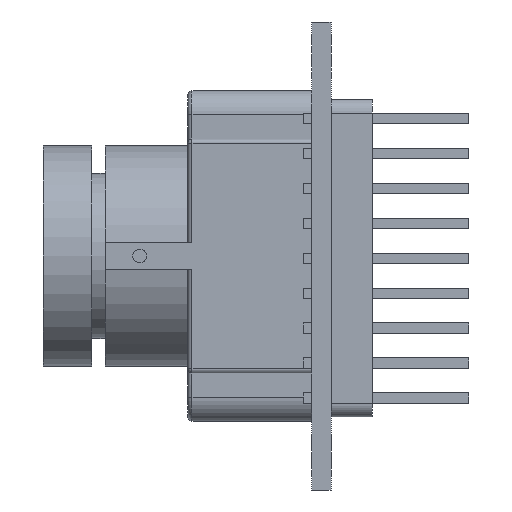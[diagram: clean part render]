
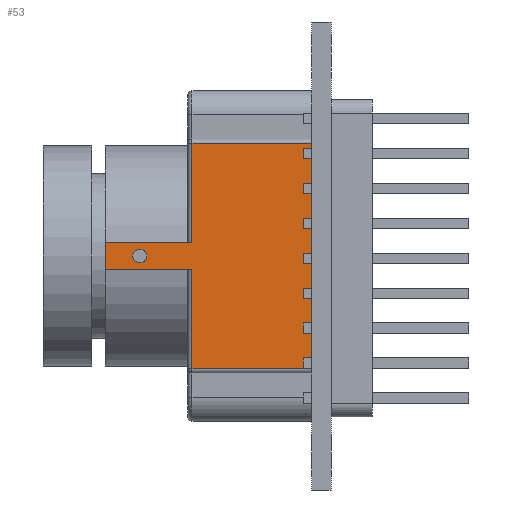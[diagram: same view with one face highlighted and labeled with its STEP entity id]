
A CAD part, left-side view. The second image highlights one B-rep face of the part: STEP entity #53.
In plain terms, the highlighted planar face has unit normal (-1, 0, 0).
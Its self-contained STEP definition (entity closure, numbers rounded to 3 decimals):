
#53 = ADVANCED_FACE ( 'NONE', ( #3090, #7606 ), #9359, .F. ) ;
#265 = DIRECTION ( 'NONE',  ( 0., 0., -1. ) ) ;
#390 = ORIENTED_EDGE ( 'NONE', *, *, #1736, .F. ) ;
#519 = CARTESIAN_POINT ( 'NONE',  ( -6.233, 10.1, 9.5 ) ) ;
#614 = CARTESIAN_POINT ( 'NONE',  ( -6.233, 16.4, 9.5 ) ) ;
#814 = VECTOR ( 'NONE', #4476, 1000. ) ;
#838 = VECTOR ( 'NONE', #3982, 1000. ) ;
#939 = ORIENTED_EDGE ( 'NONE', *, *, #6303, .T. ) ;
#1200 = CARTESIAN_POINT ( 'NONE',  ( -6.233, 10.4, 0. ) ) ;
#1299 = CARTESIAN_POINT ( 'NONE',  ( -6.233, 10.4, 16.7 ) ) ;
#1505 = LINE ( 'NONE', #614, #2358 ) ;
#1514 = DIRECTION ( 'NONE',  ( -1., 0., 0. ) ) ;
#1546 = EDGE_CURVE ( 'NONE', #8767, #11581, #8833, .T. ) ;
#1736 = EDGE_CURVE ( 'NONE', #4129, #3741, #1505, .T. ) ;
#2342 = VECTOR ( 'NONE', #10687, 1000. ) ;
#2358 = VECTOR ( 'NONE', #4333, 1000. ) ;
#2578 = LINE ( 'NONE', #519, #9099 ) ;
#2706 = CARTESIAN_POINT ( 'NONE',  ( -6.233, 10.4, 0.3 ) ) ;
#2720 = VERTEX_POINT ( 'NONE', #11297 ) ;
#2768 = CARTESIAN_POINT ( 'NONE',  ( -6.233, 10.1, 0. ) ) ;
#2784 = CARTESIAN_POINT ( 'NONE',  ( -6.233, 13.9, 8. ) ) ;
#3090 = FACE_BOUND ( 'NONE', #7459, .T. ) ;
#3136 = CARTESIAN_POINT ( 'NONE',  ( -6.233, 10.1, 9.5 ) ) ;
#3189 = DIRECTION ( 'NONE',  ( -1., 0., 0. ) ) ;
#3327 = VERTEX_POINT ( 'NONE', #9951 ) ;
#3409 = DIRECTION ( 'NONE',  ( 0., -1., 0. ) ) ;
#3468 = CARTESIAN_POINT ( 'NONE',  ( -6.233, 13.9, 8.5 ) ) ;
#3666 = ORIENTED_EDGE ( 'NONE', *, *, #10952, .T. ) ;
#3741 = VERTEX_POINT ( 'NONE', #10893 ) ;
#3914 = CARTESIAN_POINT ( 'NONE',  ( -6.233, 1.4, 16.7 ) ) ;
#3982 = DIRECTION ( 'NONE',  ( 0., -1., 0. ) ) ;
#3999 = EDGE_LOOP ( 'NONE', ( #3666, #7784, #9701, #8075, #939, #9363, #7388, #390 ) ) ;
#4129 = VERTEX_POINT ( 'NONE', #6654 ) ;
#4194 = VERTEX_POINT ( 'NONE', #2784 ) ;
#4290 = DIRECTION ( 'NONE',  ( 0., 0., -1. ) ) ;
#4333 = DIRECTION ( 'NONE',  ( 0., 0., 1. ) ) ;
#4416 = DIRECTION ( 'NONE',  ( 0., -1., 0. ) ) ;
#4476 = DIRECTION ( 'NONE',  ( 0., 0., -1. ) ) ;
#4503 = EDGE_CURVE ( 'NONE', #2720, #8767, #10801, .T. ) ;
#4506 = CARTESIAN_POINT ( 'NONE',  ( -6.233, 1.4, 0.3 ) ) ;
#4718 = EDGE_CURVE ( 'NONE', #10776, #4194, #6087, .T. ) ;
#5217 = CARTESIAN_POINT ( 'NONE',  ( -6.233, 16.4, 9.5 ) ) ;
#5245 = VECTOR ( 'NONE', #3409, 1000. ) ;
#5821 = LINE ( 'NONE', #1299, #2342 ) ;
#6087 = CIRCLE ( 'NONE', #9821, 0.5 ) ;
#6303 = EDGE_CURVE ( 'NONE', #8299, #3327, #5821, .T. ) ;
#6654 = CARTESIAN_POINT ( 'NONE',  ( -6.233, 16.4, 7.5 ) ) ;
#6677 = CARTESIAN_POINT ( 'NONE',  ( -6.233, 16.4, 7.5 ) ) ;
#6709 = ORIENTED_EDGE ( 'NONE', *, *, #10726, .F. ) ;
#6938 = DIRECTION ( 'NONE',  ( 0., 0., 1. ) ) ;
#6961 = ORIENTED_EDGE ( 'NONE', *, *, #4718, .F. ) ;
#7009 = EDGE_CURVE ( 'NONE', #3327, #10466, #2578, .T. ) ;
#7388 = ORIENTED_EDGE ( 'NONE', *, *, #9203, .F. ) ;
#7459 = EDGE_LOOP ( 'NONE', ( #6961, #6709 ) ) ;
#7606 = FACE_OUTER_BOUND ( 'NONE', #3999, .T. ) ;
#7784 = ORIENTED_EDGE ( 'NONE', *, *, #4503, .T. ) ;
#7920 = LINE ( 'NONE', #11463, #8629 ) ;
#8075 = ORIENTED_EDGE ( 'NONE', *, *, #8862, .T. ) ;
#8299 = VERTEX_POINT ( 'NONE', #3914 ) ;
#8302 = DIRECTION ( 'NONE',  ( 1., 0., 0. ) ) ;
#8629 = VECTOR ( 'NONE', #9737, 1000. ) ;
#8699 = CARTESIAN_POINT ( 'NONE',  ( -6.233, 13.9, 9. ) ) ;
#8713 = CIRCLE ( 'NONE', #9633, 0.5 ) ;
#8767 = VERTEX_POINT ( 'NONE', #11419 ) ;
#8833 = LINE ( 'NONE', #2706, #11147 ) ;
#8862 = EDGE_CURVE ( 'NONE', #11581, #8299, #7920, .T. ) ;
#9099 = VECTOR ( 'NONE', #4290, 1000. ) ;
#9203 = EDGE_CURVE ( 'NONE', #3741, #10466, #9492, .T. ) ;
#9359 = PLANE ( 'NONE',  #10694 ) ;
#9363 = ORIENTED_EDGE ( 'NONE', *, *, #7009, .T. ) ;
#9492 = LINE ( 'NONE', #5217, #5245 ) ;
#9633 = AXIS2_PLACEMENT_3D ( 'NONE', #11203, #3189, #10333 ) ;
#9701 = ORIENTED_EDGE ( 'NONE', *, *, #1546, .T. ) ;
#9737 = DIRECTION ( 'NONE',  ( 0., 0., 1. ) ) ;
#9821 = AXIS2_PLACEMENT_3D ( 'NONE', #3468, #1514, #6938 ) ;
#9951 = CARTESIAN_POINT ( 'NONE',  ( -6.233, 10.1, 16.7 ) ) ;
#10333 = DIRECTION ( 'NONE',  ( 0., 0., 1. ) ) ;
#10466 = VERTEX_POINT ( 'NONE', #3136 ) ;
#10687 = DIRECTION ( 'NONE',  ( 0., 1., 0. ) ) ;
#10694 = AXIS2_PLACEMENT_3D ( 'NONE', #1200, #8302, #265 ) ;
#10726 = EDGE_CURVE ( 'NONE', #4194, #10776, #8713, .T. ) ;
#10776 = VERTEX_POINT ( 'NONE', #8699 ) ;
#10801 = LINE ( 'NONE', #2768, #814 ) ;
#10893 = CARTESIAN_POINT ( 'NONE',  ( -6.233, 16.4, 9.5 ) ) ;
#10952 = EDGE_CURVE ( 'NONE', #4129, #2720, #11194, .T. ) ;
#11147 = VECTOR ( 'NONE', #4416, 1000. ) ;
#11194 = LINE ( 'NONE', #6677, #838 ) ;
#11203 = CARTESIAN_POINT ( 'NONE',  ( -6.233, 13.9, 8.5 ) ) ;
#11297 = CARTESIAN_POINT ( 'NONE',  ( -6.233, 10.1, 7.5 ) ) ;
#11419 = CARTESIAN_POINT ( 'NONE',  ( -6.233, 10.1, 0.3 ) ) ;
#11463 = CARTESIAN_POINT ( 'NONE',  ( -6.233, 1.4, 0. ) ) ;
#11581 = VERTEX_POINT ( 'NONE', #4506 ) ;
